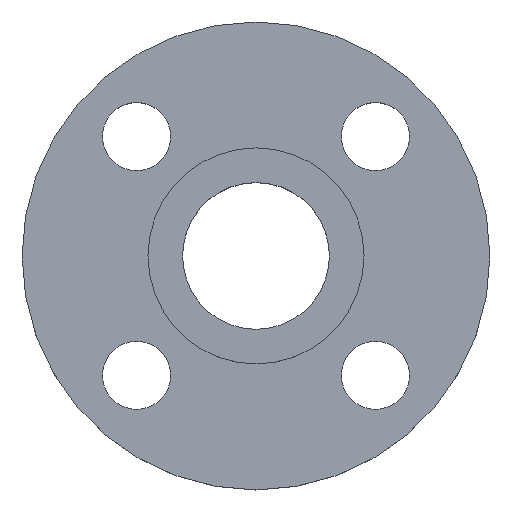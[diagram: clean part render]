
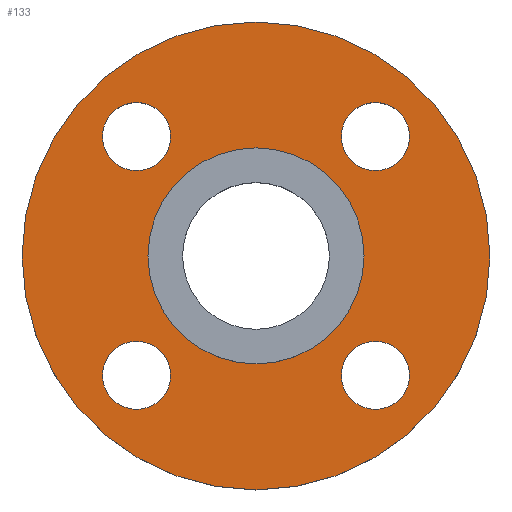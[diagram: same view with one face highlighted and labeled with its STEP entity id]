
A CAD part, top view. The second image highlights one B-rep face of the part: STEP entity #133.
In plain terms, the highlighted planar face has unit normal (0, 0, 1).
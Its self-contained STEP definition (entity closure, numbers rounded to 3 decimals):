
#14 = EDGE_CURVE ( 'NONE', #658, #227, #638, .T. ) ;
#20 = CARTESIAN_POINT ( 'NONE',  ( 28.072, -20.072, -1.6 ) ) ;
#21 = DIRECTION ( 'NONE',  ( 0., 0., 1. ) ) ;
#22 = DIRECTION ( 'NONE',  ( 1., 0., 0. ) ) ;
#32 = CARTESIAN_POINT ( 'NONE',  ( -28.072, -28.072, -1.6 ) ) ;
#36 = EDGE_CURVE ( 'NONE', #205, #277, #126, .T. ) ;
#38 = CIRCLE ( 'NONE', #260, 8. ) ;
#51 = CIRCLE ( 'NONE', #606, 8. ) ;
#59 = VERTEX_POINT ( 'NONE', #621 ) ;
#75 = EDGE_CURVE ( 'NONE', #182, #349, #373, .T. ) ;
#76 = DIRECTION ( 'NONE',  ( 1., 0., 0. ) ) ;
#79 = CARTESIAN_POINT ( 'NONE',  ( -28.072, 36.072, -1.6 ) ) ;
#82 = ORIENTED_EDGE ( 'NONE', *, *, #14, .F. ) ;
#102 = DIRECTION ( 'NONE',  ( 0., 0., 1. ) ) ;
#103 = FACE_BOUND ( 'NONE', #636, .T. ) ;
#108 = CARTESIAN_POINT ( 'NONE',  ( 0., 0., -1.6 ) ) ;
#117 = VERTEX_POINT ( 'NONE', #223 ) ;
#126 = CIRCLE ( 'NONE', #229, 25.4 ) ;
#129 = DIRECTION ( 'NONE',  ( 0., -1., 0. ) ) ;
#130 = VERTEX_POINT ( 'NONE', #694 ) ;
#133 = ADVANCED_FACE ( 'NONE', ( #485, #421, #103, #634, #643, #162 ), #215, .F. ) ;
#134 = DIRECTION ( 'NONE',  ( 0., 0., 1. ) ) ;
#137 = DIRECTION ( 'NONE',  ( 1., 0., 0. ) ) ;
#138 = ORIENTED_EDGE ( 'NONE', *, *, #241, .T. ) ;
#140 = DIRECTION ( 'NONE',  ( 0., 1., 0. ) ) ;
#154 = DIRECTION ( 'NONE',  ( -1., 0., 0. ) ) ;
#162 = FACE_OUTER_BOUND ( 'NONE', #328, .T. ) ;
#167 = ORIENTED_EDGE ( 'NONE', *, *, #75, .F. ) ;
#178 = ORIENTED_EDGE ( 'NONE', *, *, #252, .T. ) ;
#180 = DIRECTION ( 'NONE',  ( 1., 0., 0. ) ) ;
#181 = CIRCLE ( 'NONE', #490, 8. ) ;
#182 = VERTEX_POINT ( 'NONE', #622 ) ;
#184 = CARTESIAN_POINT ( 'NONE',  ( -28.072, 20.072, -1.6 ) ) ;
#187 = EDGE_CURVE ( 'NONE', #130, #311, #51, .T. ) ;
#189 = DIRECTION ( 'NONE',  ( 0., 0., 1. ) ) ;
#199 = CIRCLE ( 'NONE', #331, 8. ) ;
#205 = VERTEX_POINT ( 'NONE', #457 ) ;
#210 = ORIENTED_EDGE ( 'NONE', *, *, #232, .F. ) ;
#215 = PLANE ( 'NONE',  #343 ) ;
#219 = EDGE_CURVE ( 'NONE', #349, #182, #199, .T. ) ;
#223 = CARTESIAN_POINT ( 'NONE',  ( 55., 0., -1.6 ) ) ;
#227 = VERTEX_POINT ( 'NONE', #79 ) ;
#229 = AXIS2_PLACEMENT_3D ( 'NONE', #401, #683, #22 ) ;
#231 = CIRCLE ( 'NONE', #253, 8. ) ;
#232 = EDGE_CURVE ( 'NONE', #632, #653, #181, .T. ) ;
#241 = EDGE_CURVE ( 'NONE', #117, #59, #663, .T. ) ;
#249 = CARTESIAN_POINT ( 'NONE',  ( -28.072, -28.072, -1.6 ) ) ;
#252 = EDGE_CURVE ( 'NONE', #59, #117, #581, .T. ) ;
#253 = AXIS2_PLACEMENT_3D ( 'NONE', #256, #102, #298 ) ;
#256 = CARTESIAN_POINT ( 'NONE',  ( -28.072, 28.072, -1.6 ) ) ;
#260 = AXIS2_PLACEMENT_3D ( 'NONE', #388, #282, #129 ) ;
#277 = VERTEX_POINT ( 'NONE', #628 ) ;
#282 = DIRECTION ( 'NONE',  ( 0., 0., 1. ) ) ;
#283 = AXIS2_PLACEMENT_3D ( 'NONE', #289, #511, #76 ) ;
#289 = CARTESIAN_POINT ( 'NONE',  ( 28.072, 28.072, -1.6 ) ) ;
#298 = DIRECTION ( 'NONE',  ( 0., 1., 0. ) ) ;
#300 = CARTESIAN_POINT ( 'NONE',  ( -20.072, -28.072, -1.6 ) ) ;
#310 = EDGE_CURVE ( 'NONE', #311, #130, #560, .T. ) ;
#311 = VERTEX_POINT ( 'NONE', #300 ) ;
#328 = EDGE_LOOP ( 'NONE', ( #138, #178 ) ) ;
#329 = EDGE_CURVE ( 'NONE', #227, #658, #231, .T. ) ;
#331 = AXIS2_PLACEMENT_3D ( 'NONE', #460, #669, #137 ) ;
#340 = DIRECTION ( 'NONE',  ( 0., 0., 1. ) ) ;
#343 = AXIS2_PLACEMENT_3D ( 'NONE', #639, #532, #154 ) ;
#345 = DIRECTION ( 'NONE',  ( 0., -1., 0. ) ) ;
#349 = VERTEX_POINT ( 'NONE', #479 ) ;
#358 = DIRECTION ( 'NONE',  ( -1., 0., 0. ) ) ;
#368 = ORIENTED_EDGE ( 'NONE', *, *, #219, .F. ) ;
#373 = CIRCLE ( 'NONE', #283, 8. ) ;
#375 = EDGE_LOOP ( 'NONE', ( #368, #167 ) ) ;
#381 = ORIENTED_EDGE ( 'NONE', *, *, #187, .F. ) ;
#382 = CARTESIAN_POINT ( 'NONE',  ( -28.072, 28.072, -1.6 ) ) ;
#387 = AXIS2_PLACEMENT_3D ( 'NONE', #108, #493, #180 ) ;
#388 = CARTESIAN_POINT ( 'NONE',  ( 28.072, -28.072, -1.6 ) ) ;
#392 = CARTESIAN_POINT ( 'NONE',  ( 28.072, -28.072, -1.6 ) ) ;
#401 = CARTESIAN_POINT ( 'NONE',  ( 0., 0., -1.6 ) ) ;
#421 = FACE_BOUND ( 'NONE', #454, .T. ) ;
#430 = AXIS2_PLACEMENT_3D ( 'NONE', #249, #464, #358 ) ;
#437 = EDGE_CURVE ( 'NONE', #277, #205, #594, .T. ) ;
#454 = EDGE_LOOP ( 'NONE', ( #381, #554 ) ) ;
#457 = CARTESIAN_POINT ( 'NONE',  ( 25.4, 0., -1.6 ) ) ;
#460 = CARTESIAN_POINT ( 'NONE',  ( 28.072, 28.072, -1.6 ) ) ;
#464 = DIRECTION ( 'NONE',  ( 0., 0., 1. ) ) ;
#479 = CARTESIAN_POINT ( 'NONE',  ( 36.072, 28.072, -1.6 ) ) ;
#480 = ORIENTED_EDGE ( 'NONE', *, *, #329, .F. ) ;
#485 = FACE_BOUND ( 'NONE', #618, .T. ) ;
#490 = AXIS2_PLACEMENT_3D ( 'NONE', #392, #134, #345 ) ;
#493 = DIRECTION ( 'NONE',  ( 0., 0., 1. ) ) ;
#500 = AXIS2_PLACEMENT_3D ( 'NONE', #382, #602, #140 ) ;
#503 = CARTESIAN_POINT ( 'NONE',  ( 0., 0., -1.6 ) ) ;
#508 = DIRECTION ( 'NONE',  ( -1., 0., 0. ) ) ;
#511 = DIRECTION ( 'NONE',  ( 0., 0., 1. ) ) ;
#532 = DIRECTION ( 'NONE',  ( 0., 0., -1. ) ) ;
#534 = ORIENTED_EDGE ( 'NONE', *, *, #647, .F. ) ;
#543 = ORIENTED_EDGE ( 'NONE', *, *, #437, .F. ) ;
#551 = ORIENTED_EDGE ( 'NONE', *, *, #36, .F. ) ;
#553 = CARTESIAN_POINT ( 'NONE',  ( 28.072, -36.072, -1.6 ) ) ;
#554 = ORIENTED_EDGE ( 'NONE', *, *, #310, .F. ) ;
#558 = DIRECTION ( 'NONE',  ( 1., 0., 0. ) ) ;
#560 = CIRCLE ( 'NONE', #430, 8. ) ;
#563 = CARTESIAN_POINT ( 'NONE',  ( 0., 0., -1.6 ) ) ;
#567 = DIRECTION ( 'NONE',  ( 1., 0., 0. ) ) ;
#581 = CIRCLE ( 'NONE', #702, 55. ) ;
#593 = AXIS2_PLACEMENT_3D ( 'NONE', #563, #340, #558 ) ;
#594 = CIRCLE ( 'NONE', #387, 25.4 ) ;
#602 = DIRECTION ( 'NONE',  ( 0., 0., 1. ) ) ;
#606 = AXIS2_PLACEMENT_3D ( 'NONE', #32, #189, #508 ) ;
#618 = EDGE_LOOP ( 'NONE', ( #480, #82 ) ) ;
#621 = CARTESIAN_POINT ( 'NONE',  ( -55., 0., -1.6 ) ) ;
#622 = CARTESIAN_POINT ( 'NONE',  ( 20.072, 28.072, -1.6 ) ) ;
#628 = CARTESIAN_POINT ( 'NONE',  ( -25.4, 0., -1.6 ) ) ;
#632 = VERTEX_POINT ( 'NONE', #553 ) ;
#634 = FACE_BOUND ( 'NONE', #375, .T. ) ;
#636 = EDGE_LOOP ( 'NONE', ( #210, #534 ) ) ;
#638 = CIRCLE ( 'NONE', #500, 8. ) ;
#639 = CARTESIAN_POINT ( 'NONE',  ( 0., 25.4, -1.6 ) ) ;
#643 = FACE_BOUND ( 'NONE', #655, .T. ) ;
#647 = EDGE_CURVE ( 'NONE', #653, #632, #38, .T. ) ;
#653 = VERTEX_POINT ( 'NONE', #20 ) ;
#655 = EDGE_LOOP ( 'NONE', ( #551, #543 ) ) ;
#658 = VERTEX_POINT ( 'NONE', #184 ) ;
#663 = CIRCLE ( 'NONE', #593, 55. ) ;
#669 = DIRECTION ( 'NONE',  ( 0., 0., 1. ) ) ;
#683 = DIRECTION ( 'NONE',  ( 0., 0., 1. ) ) ;
#694 = CARTESIAN_POINT ( 'NONE',  ( -36.072, -28.072, -1.6 ) ) ;
#702 = AXIS2_PLACEMENT_3D ( 'NONE', #503, #21, #567 ) ;
